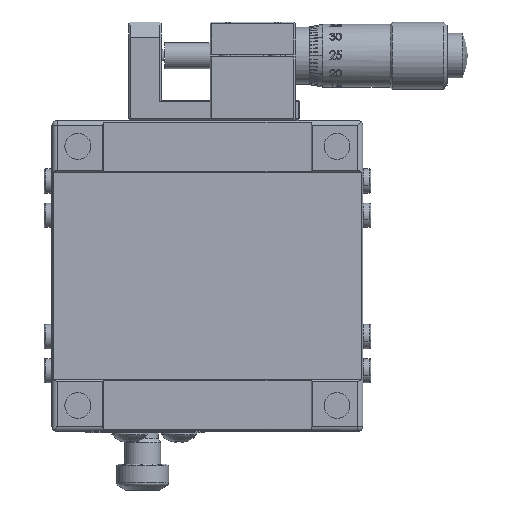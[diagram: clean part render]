
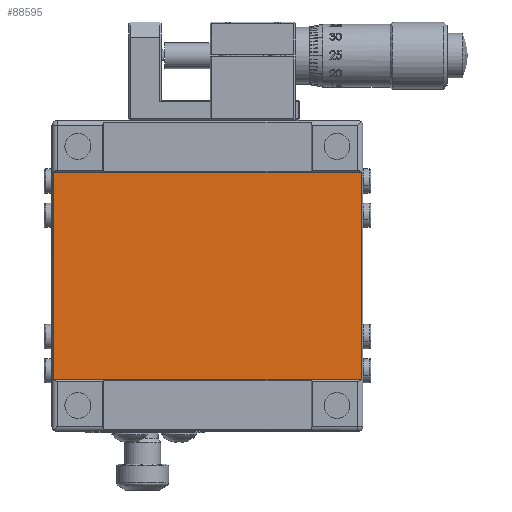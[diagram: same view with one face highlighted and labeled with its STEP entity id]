
A CAD part, front view. The second image highlights one B-rep face of the part: STEP entity #88595.
In plain terms, the highlighted planar face has unit normal (0, -1, 0).
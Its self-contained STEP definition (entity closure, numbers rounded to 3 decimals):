
#3600 = CARTESIAN_POINT ( 'NONE',  ( 31.088, -10.094, -20. ) ) ;
#5057 = ORIENTED_EDGE ( 'NONE', *, *, #90372, .T. ) ;
#13401 = DIRECTION ( 'NONE',  ( 0., 0., 1. ) ) ;
#18767 = CARTESIAN_POINT ( 'NONE',  ( -28.341, -10.094, 20. ) ) ;
#27017 = AXIS2_PLACEMENT_3D ( 'NONE', #105867, #57946, #125153 ) ;
#33570 = CARTESIAN_POINT ( 'NONE',  ( 31.088, -10.094, -20. ) ) ;
#36878 = VERTEX_POINT ( 'NONE', #33570 ) ;
#37516 = CARTESIAN_POINT ( 'NONE',  ( -28.341, -10.094, -20. ) ) ;
#37761 = VECTOR ( 'NONE', #13401, 1000. ) ;
#40212 = VECTOR ( 'NONE', #61005, 1000. ) ;
#41419 = EDGE_CURVE ( 'NONE', #36878, #105138, #114650, .T. ) ;
#43677 = FACE_OUTER_BOUND ( 'NONE', #75423, .T. ) ;
#44443 = LINE ( 'NONE', #18767, #118183 ) ;
#45521 = ORIENTED_EDGE ( 'NONE', *, *, #41419, .T. ) ;
#46045 = VERTEX_POINT ( 'NONE', #37516 ) ;
#47804 = PLANE ( 'NONE',  #27017 ) ;
#48108 = DIRECTION ( 'NONE',  ( 0., 0., -1. ) ) ;
#51299 = CARTESIAN_POINT ( 'NONE',  ( 31.374, -10.094, -20. ) ) ;
#57946 = DIRECTION ( 'NONE',  ( 0., 1., 0. ) ) ;
#61005 = DIRECTION ( 'NONE',  ( -1., 0., 0. ) ) ;
#64551 = VECTOR ( 'NONE', #66043, 1000. ) ;
#66043 = DIRECTION ( 'NONE',  ( -1., 0., 0. ) ) ;
#68734 = CARTESIAN_POINT ( 'NONE',  ( 31.088, -10.094, 20. ) ) ;
#75423 = EDGE_LOOP ( 'NONE', ( #111274, #45521, #5057, #114189 ) ) ;
#88595 = ADVANCED_FACE ( 'NONE', ( #43677 ), #47804, .F. ) ;
#90083 = LINE ( 'NONE', #123575, #64551 ) ;
#90372 = EDGE_CURVE ( 'NONE', #105138, #92323, #90083, .T. ) ;
#92323 = VERTEX_POINT ( 'NONE', #110577 ) ;
#105084 = EDGE_CURVE ( 'NONE', #92323, #46045, #44443, .T. ) ;
#105138 = VERTEX_POINT ( 'NONE', #68734 ) ;
#105867 = CARTESIAN_POINT ( 'NONE',  ( 31.374, -10.094, 20. ) ) ;
#109489 = EDGE_CURVE ( 'NONE', #36878, #46045, #117072, .T. ) ;
#110577 = CARTESIAN_POINT ( 'NONE',  ( -28.341, -10.094, 20. ) ) ;
#111274 = ORIENTED_EDGE ( 'NONE', *, *, #109489, .F. ) ;
#114189 = ORIENTED_EDGE ( 'NONE', *, *, #105084, .T. ) ;
#114650 = LINE ( 'NONE', #3600, #37761 ) ;
#117072 = LINE ( 'NONE', #51299, #40212 ) ;
#118183 = VECTOR ( 'NONE', #48108, 1000. ) ;
#123575 = CARTESIAN_POINT ( 'NONE',  ( 31.374, -10.094, 20. ) ) ;
#125153 = DIRECTION ( 'NONE',  ( 0., 0., 1. ) ) ;
